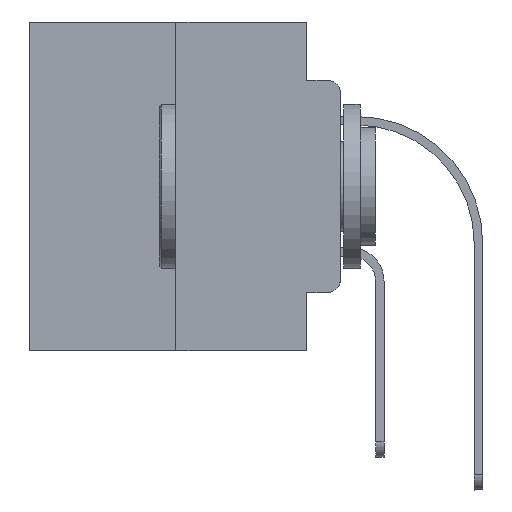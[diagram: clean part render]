
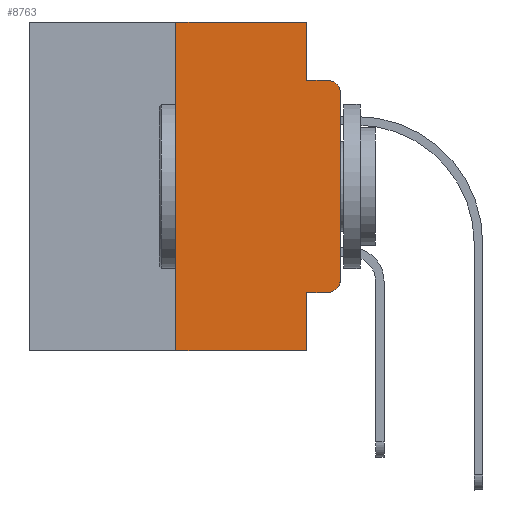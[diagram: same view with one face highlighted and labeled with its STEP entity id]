
A CAD part, left-side view. The second image highlights one B-rep face of the part: STEP entity #8763.
In plain terms, the highlighted planar face has unit normal (-1, 0, 0).
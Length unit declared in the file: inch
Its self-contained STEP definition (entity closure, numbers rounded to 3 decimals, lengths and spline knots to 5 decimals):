
#639 = DIRECTION ( 'NONE',  ( -1., 0., 0. ) ) ;
#1172 = VERTEX_POINT ( 'NONE', #11261 ) ;
#1481 = EDGE_CURVE ( 'NONE', #6189, #7599, #11045, .T. ) ;
#2160 = VERTEX_POINT ( 'NONE', #4369 ) ;
#2260 = DIRECTION ( 'NONE',  ( 0., -1., 0. ) ) ;
#2379 = CARTESIAN_POINT ( 'NONE',  ( 0., 0.051, 0. ) ) ;
#2698 = CARTESIAN_POINT ( 'NONE',  ( 0., 0.051, 0. ) ) ;
#2788 = DIRECTION ( 'NONE',  ( 0., 0., 1. ) ) ;
#2974 = DIRECTION ( 'NONE',  ( 0., 0., -1. ) ) ;
#2984 = CIRCLE ( 'NONE', #19449, 0.02 ) ;
#3170 = CIRCLE ( 'NONE', #14906, 0.02 ) ;
#4369 = CARTESIAN_POINT ( 'NONE',  ( 0., 0.02, -0.0885 ) ) ;
#4693 = ORIENTED_EDGE ( 'NONE', *, *, #23713, .T. ) ;
#4723 = ORIENTED_EDGE ( 'NONE', *, *, #17489, .F. ) ;
#4804 = VERTEX_POINT ( 'NONE', #16725 ) ;
#5785 = CARTESIAN_POINT ( 'NONE',  ( 0., 0.02, -0.1085 ) ) ;
#6011 = LINE ( 'NONE', #12628, #12447 ) ;
#6112 = CARTESIAN_POINT ( 'NONE',  ( 0., 0.02, -0.3915 ) ) ;
#6189 = VERTEX_POINT ( 'NONE', #11484 ) ;
#6204 = LINE ( 'NONE', #13528, #9553 ) ;
#6263 = VERTEX_POINT ( 'NONE', #23023 ) ;
#6364 = CARTESIAN_POINT ( 'NONE',  ( 0., 0.473, 0. ) ) ;
#6805 = FACE_OUTER_BOUND ( 'NONE', #22574, .T. ) ;
#6836 = AXIS2_PLACEMENT_3D ( 'NONE', #13433, #15508, #24818 ) ;
#7324 = CARTESIAN_POINT ( 'NONE',  ( 0., 0.25, -0.5 ) ) ;
#7397 = CARTESIAN_POINT ( 'NONE',  ( 0., 0.051, -0.0885 ) ) ;
#7599 = VERTEX_POINT ( 'NONE', #19018 ) ;
#8057 = EDGE_CURVE ( 'NONE', #1172, #6263, #6011, .T. ) ;
#8267 = ORIENTED_EDGE ( 'NONE', *, *, #10312, .T. ) ;
#8487 = CARTESIAN_POINT ( 'NONE',  ( 0., 0.051, -0.5 ) ) ;
#8763 = ADVANCED_FACE ( 'NONE', ( #6805 ), #29122, .F. ) ;
#9102 = DIRECTION ( 'NONE',  ( 0., 0., 1. ) ) ;
#9553 = VECTOR ( 'NONE', #9102, 39.37008 ) ;
#9615 = DIRECTION ( 'NONE',  ( 0., 0., -1. ) ) ;
#9878 = VERTEX_POINT ( 'NONE', #19389 ) ;
#10312 = EDGE_CURVE ( 'NONE', #9878, #4804, #14088, .T. ) ;
#10559 = VERTEX_POINT ( 'NONE', #22621 ) ;
#10668 = DIRECTION ( 'NONE',  ( 0., 0., -1. ) ) ;
#11045 = LINE ( 'NONE', #2379, #28333 ) ;
#11261 = CARTESIAN_POINT ( 'NONE',  ( 0., 0.051, -0.4115 ) ) ;
#11484 = CARTESIAN_POINT ( 'NONE',  ( 0., 0.051, 0. ) ) ;
#11632 = VERTEX_POINT ( 'NONE', #8487 ) ;
#12447 = VECTOR ( 'NONE', #26076, 39.37008 ) ;
#12628 = CARTESIAN_POINT ( 'NONE',  ( 0., 0.051, -0.4115 ) ) ;
#12874 = VECTOR ( 'NONE', #23613, 39.37008 ) ;
#13276 = LINE ( 'NONE', #6364, #21310 ) ;
#13433 = CARTESIAN_POINT ( 'NONE',  ( 0., 0.473, 0. ) ) ;
#13440 = ORIENTED_EDGE ( 'NONE', *, *, #13903, .T. ) ;
#13528 = CARTESIAN_POINT ( 'NONE',  ( 0., 0.25, 0. ) ) ;
#13903 = EDGE_CURVE ( 'NONE', #4804, #2160, #3170, .T. ) ;
#13973 = ORIENTED_EDGE ( 'NONE', *, *, #24931, .F. ) ;
#14088 = LINE ( 'NONE', #22986, #22497 ) ;
#14906 = AXIS2_PLACEMENT_3D ( 'NONE', #5785, #639, #9615 ) ;
#15026 = VERTEX_POINT ( 'NONE', #7324 ) ;
#15185 = VECTOR ( 'NONE', #23596, 39.37008 ) ;
#15232 = DIRECTION ( 'NONE',  ( -1., 0., 0. ) ) ;
#15508 = DIRECTION ( 'NONE',  ( 1., 0., 0. ) ) ;
#16725 = CARTESIAN_POINT ( 'NONE',  ( 0., 0., -0.1085 ) ) ;
#17396 = LINE ( 'NONE', #23455, #15185 ) ;
#17489 = EDGE_CURVE ( 'NONE', #15026, #10559, #6204, .T. ) ;
#18333 = EDGE_CURVE ( 'NONE', #7599, #2160, #21254, .T. ) ;
#18655 = ORIENTED_EDGE ( 'NONE', *, *, #18333, .F. ) ;
#19018 = CARTESIAN_POINT ( 'NONE',  ( 0., 0.051, -0.0885 ) ) ;
#19389 = CARTESIAN_POINT ( 'NONE',  ( 0., 0., -0.3915 ) ) ;
#19449 = AXIS2_PLACEMENT_3D ( 'NONE', #6112, #15232, #10668 ) ;
#20721 = ORIENTED_EDGE ( 'NONE', *, *, #23400, .F. ) ;
#21254 = LINE ( 'NONE', #7397, #12874 ) ;
#21310 = VECTOR ( 'NONE', #2260, 39.37008 ) ;
#21584 = ORIENTED_EDGE ( 'NONE', *, *, #24121, .T. ) ;
#22325 = VECTOR ( 'NONE', #2974, 39.37008 ) ;
#22497 = VECTOR ( 'NONE', #2788, 39.37008 ) ;
#22574 = EDGE_LOOP ( 'NONE', ( #8267, #13440, #18655, #23724, #20721, #4723, #4693, #13973, #28951, #21584 ) ) ;
#22621 = CARTESIAN_POINT ( 'NONE',  ( 0., 0.25, 0. ) ) ;
#22889 = LINE ( 'NONE', #2698, #22325 ) ;
#22986 = CARTESIAN_POINT ( 'NONE',  ( 0., 0., 0. ) ) ;
#23023 = CARTESIAN_POINT ( 'NONE',  ( 0., 0.02, -0.4115 ) ) ;
#23400 = EDGE_CURVE ( 'NONE', #10559, #6189, #13276, .T. ) ;
#23455 = CARTESIAN_POINT ( 'NONE',  ( 0., 0.473, -0.5 ) ) ;
#23596 = DIRECTION ( 'NONE',  ( 0., -1., 0. ) ) ;
#23613 = DIRECTION ( 'NONE',  ( 0., -1., 0. ) ) ;
#23713 = EDGE_CURVE ( 'NONE', #15026, #11632, #17396, .T. ) ;
#23724 = ORIENTED_EDGE ( 'NONE', *, *, #1481, .F. ) ;
#24121 = EDGE_CURVE ( 'NONE', #6263, #9878, #2984, .T. ) ;
#24818 = DIRECTION ( 'NONE',  ( 0., 0., -1. ) ) ;
#24931 = EDGE_CURVE ( 'NONE', #1172, #11632, #22889, .T. ) ;
#26076 = DIRECTION ( 'NONE',  ( 0., -1., 0. ) ) ;
#27014 = DIRECTION ( 'NONE',  ( 0., 0., -1. ) ) ;
#28333 = VECTOR ( 'NONE', #27014, 39.37008 ) ;
#28951 = ORIENTED_EDGE ( 'NONE', *, *, #8057, .T. ) ;
#29122 = PLANE ( 'NONE',  #6836 ) ;
